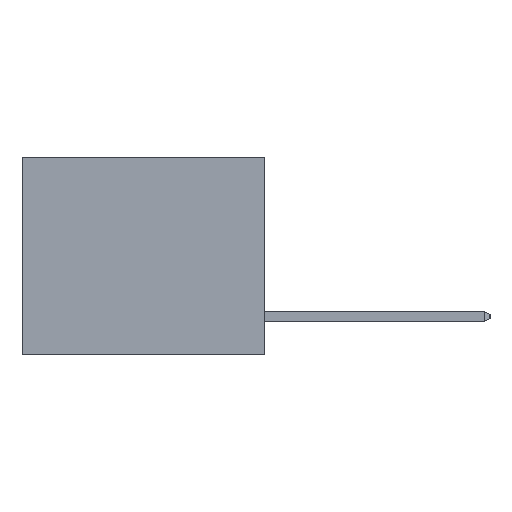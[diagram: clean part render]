
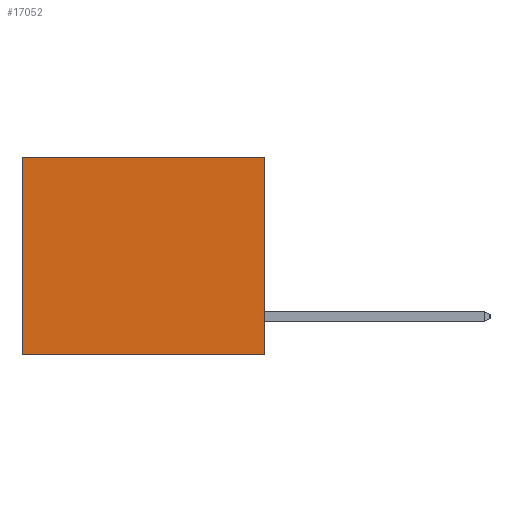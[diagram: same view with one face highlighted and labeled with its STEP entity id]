
A CAD part, left-side view. The second image highlights one B-rep face of the part: STEP entity #17052.
In plain terms, the highlighted planar face has unit normal (-1, 0, 0).
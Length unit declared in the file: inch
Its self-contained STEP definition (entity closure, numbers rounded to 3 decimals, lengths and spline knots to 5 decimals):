
#1020 = AXIS2_PLACEMENT_3D ( 'NONE', #12547, #4628, #16585 ) ;
#1068 = CARTESIAN_POINT ( 'NONE',  ( 0.3165, 0.6, -0.49 ) ) ;
#1275 = VECTOR ( 'NONE', #1645, 39.37008 ) ;
#1449 = EDGE_LOOP ( 'NONE', ( #12214, #8464, #15792, #2082 ) ) ;
#1645 = DIRECTION ( 'NONE',  ( 0., 0., -1. ) ) ;
#2082 = ORIENTED_EDGE ( 'NONE', *, *, #5696, .T. ) ;
#2094 = PLANE ( 'NONE',  #1020 ) ;
#2170 = CARTESIAN_POINT ( 'NONE',  ( 0.3165, 0.6, 0. ) ) ;
#3338 = CARTESIAN_POINT ( 'NONE',  ( 0.3165, 0., 0. ) ) ;
#3560 = CARTESIAN_POINT ( 'NONE',  ( 0.3165, 0., -0.49 ) ) ;
#3581 = VECTOR ( 'NONE', #11583, 39.37008 ) ;
#4628 = DIRECTION ( 'NONE',  ( 1., 0., 0. ) ) ;
#5367 = VECTOR ( 'NONE', #11476, 39.37008 ) ;
#5472 = FACE_OUTER_BOUND ( 'NONE', #1449, .T. ) ;
#5660 = VERTEX_POINT ( 'NONE', #3338 ) ;
#5696 = EDGE_CURVE ( 'NONE', #5660, #16833, #10062, .T. ) ;
#6144 = CARTESIAN_POINT ( 'NONE',  ( 0.3165, 0., 0. ) ) ;
#8464 = ORIENTED_EDGE ( 'NONE', *, *, #17206, .F. ) ;
#9514 = CARTESIAN_POINT ( 'NONE',  ( 0.3165, 0., -0.49 ) ) ;
#10062 = LINE ( 'NONE', #6144, #11505 ) ;
#10585 = LINE ( 'NONE', #9514, #1275 ) ;
#11476 = DIRECTION ( 'NONE',  ( 0., 0., -1. ) ) ;
#11505 = VECTOR ( 'NONE', #13884, 39.37008 ) ;
#11583 = DIRECTION ( 'NONE',  ( 0., 1., 0. ) ) ;
#11925 = VERTEX_POINT ( 'NONE', #1068 ) ;
#12194 = EDGE_CURVE ( 'NONE', #5660, #14322, #10585, .T. ) ;
#12214 = ORIENTED_EDGE ( 'NONE', *, *, #14167, .T. ) ;
#12330 = CARTESIAN_POINT ( 'NONE',  ( 0.3165, 0., -0.49 ) ) ;
#12547 = CARTESIAN_POINT ( 'NONE',  ( 0.3165, 0., -0.49 ) ) ;
#13884 = DIRECTION ( 'NONE',  ( 0., 1., 0. ) ) ;
#14084 = LINE ( 'NONE', #16989, #5367 ) ;
#14167 = EDGE_CURVE ( 'NONE', #16833, #11925, #14084, .T. ) ;
#14322 = VERTEX_POINT ( 'NONE', #12330 ) ;
#15792 = ORIENTED_EDGE ( 'NONE', *, *, #12194, .F. ) ;
#16053 = LINE ( 'NONE', #3560, #3581 ) ;
#16585 = DIRECTION ( 'NONE',  ( 0., 0., -1. ) ) ;
#16833 = VERTEX_POINT ( 'NONE', #2170 ) ;
#16989 = CARTESIAN_POINT ( 'NONE',  ( 0.3165, 0.6, -0.49 ) ) ;
#17052 = ADVANCED_FACE ( 'NONE', ( #5472 ), #2094, .F. ) ;
#17206 = EDGE_CURVE ( 'NONE', #14322, #11925, #16053, .T. ) ;
